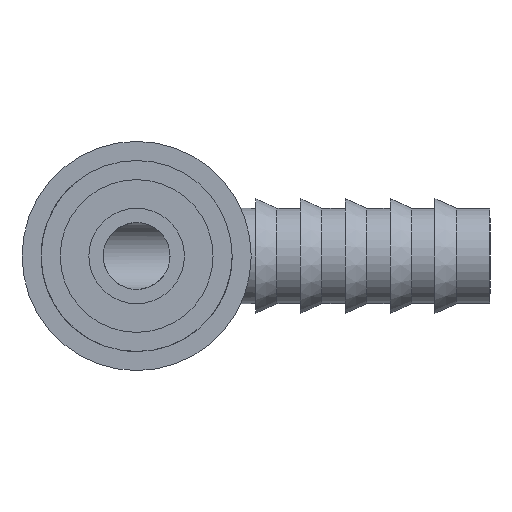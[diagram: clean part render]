
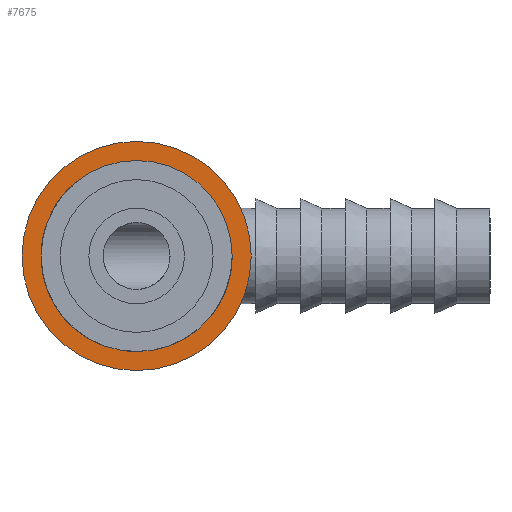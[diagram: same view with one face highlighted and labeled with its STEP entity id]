
A CAD part, left-side view. The second image highlights one B-rep face of the part: STEP entity #7675.
In plain terms, the highlighted planar face has unit normal (-1, 0, 0).
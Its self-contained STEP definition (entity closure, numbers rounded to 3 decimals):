
#44 = AXIS2_PLACEMENT_3D ( 'NONE', #1759, #8700, #8652 ) ;
#123 = EDGE_CURVE ( 'NONE', #5145, #1292, #4169, .T. ) ;
#302 = DIRECTION ( 'NONE',  ( 1., 0., 0. ) ) ;
#362 = CARTESIAN_POINT ( 'NONE',  ( 20., 0., -5. ) ) ;
#960 = CARTESIAN_POINT ( 'NONE',  ( 20., 0., 0. ) ) ;
#974 = FACE_OUTER_BOUND ( 'NONE', #2340, .T. ) ;
#1292 = VERTEX_POINT ( 'NONE', #2514 ) ;
#1320 = AXIS2_PLACEMENT_3D ( 'NONE', #4877, #1376, #4158 ) ;
#1329 = VERTEX_POINT ( 'NONE', #362 ) ;
#1376 = DIRECTION ( 'NONE',  ( -1., 0., 0. ) ) ;
#1696 = DIRECTION ( 'NONE',  ( 0., 0., -1. ) ) ;
#1713 = VERTEX_POINT ( 'NONE', #5213 ) ;
#1759 = CARTESIAN_POINT ( 'NONE',  ( 20., 0., 0. ) ) ;
#2176 = DIRECTION ( 'NONE',  ( -1., 0., 0. ) ) ;
#2340 = EDGE_LOOP ( 'NONE', ( #7202, #5869 ) ) ;
#2369 = EDGE_CURVE ( 'NONE', #1713, #1329, #8802, .T. ) ;
#2487 = ORIENTED_EDGE ( 'NONE', *, *, #2369, .F. ) ;
#2514 = CARTESIAN_POINT ( 'NONE',  ( 20., 0., 6. ) ) ;
#2695 = EDGE_LOOP ( 'NONE', ( #2487, #8165 ) ) ;
#2742 = CARTESIAN_POINT ( 'NONE',  ( 20., 0., 0. ) ) ;
#4158 = DIRECTION ( 'NONE',  ( 0., 0., 1. ) ) ;
#4169 = CIRCLE ( 'NONE', #4606, 6. ) ;
#4447 = EDGE_CURVE ( 'NONE', #1329, #1713, #6360, .T. ) ;
#4558 = CARTESIAN_POINT ( 'NONE',  ( 20., 0., -6. ) ) ;
#4606 = AXIS2_PLACEMENT_3D ( 'NONE', #960, #2176, #6359 ) ;
#4856 = DIRECTION ( 'NONE',  ( 0., 0., 1. ) ) ;
#4877 = CARTESIAN_POINT ( 'NONE',  ( 20., 0., 0. ) ) ;
#4975 = FACE_BOUND ( 'NONE', #2695, .T. ) ;
#5145 = VERTEX_POINT ( 'NONE', #4558 ) ;
#5213 = CARTESIAN_POINT ( 'NONE',  ( 20., 0., 5. ) ) ;
#5343 = EDGE_CURVE ( 'NONE', #1292, #5145, #6657, .T. ) ;
#5623 = DIRECTION ( 'NONE',  ( -1., 0., 0. ) ) ;
#5869 = ORIENTED_EDGE ( 'NONE', *, *, #123, .T. ) ;
#6359 = DIRECTION ( 'NONE',  ( 0., 0., 1. ) ) ;
#6360 = CIRCLE ( 'NONE', #44, 5. ) ;
#6465 = PLANE ( 'NONE',  #7238 ) ;
#6657 = CIRCLE ( 'NONE', #8102, 6. ) ;
#7097 = CARTESIAN_POINT ( 'NONE',  ( 20., 5., 0. ) ) ;
#7202 = ORIENTED_EDGE ( 'NONE', *, *, #5343, .T. ) ;
#7238 = AXIS2_PLACEMENT_3D ( 'NONE', #7097, #302, #1696 ) ;
#7675 = ADVANCED_FACE ( 'NONE', ( #4975, #974 ), #6465, .F. ) ;
#8102 = AXIS2_PLACEMENT_3D ( 'NONE', #2742, #5623, #4856 ) ;
#8165 = ORIENTED_EDGE ( 'NONE', *, *, #4447, .F. ) ;
#8652 = DIRECTION ( 'NONE',  ( 0., 0., 1. ) ) ;
#8700 = DIRECTION ( 'NONE',  ( -1., 0., 0. ) ) ;
#8802 = CIRCLE ( 'NONE', #1320, 5. ) ;
